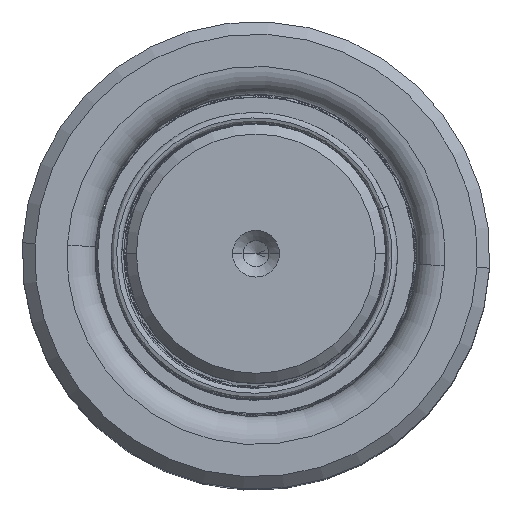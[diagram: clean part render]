
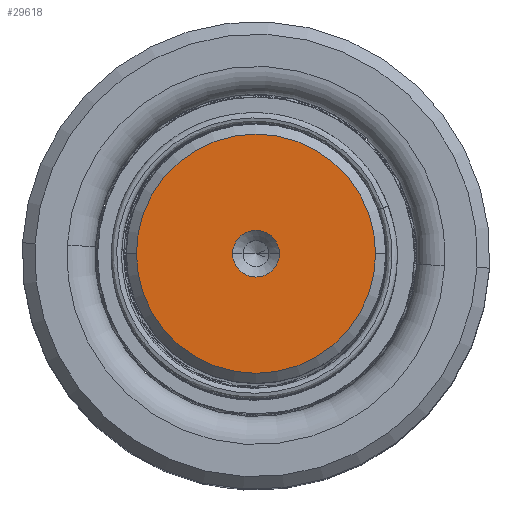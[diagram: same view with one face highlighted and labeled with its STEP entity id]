
A CAD part, top view. The second image highlights one B-rep face of the part: STEP entity #29618.
In plain terms, the highlighted planar face has unit normal (0, 0, 1).
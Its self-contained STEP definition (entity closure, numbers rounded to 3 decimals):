
#46 = CARTESIAN_POINT ( 'NONE',  ( 0., 0., 160. ) ) ;
#594 = ORIENTED_EDGE ( 'NONE', *, *, #33646, .F. ) ;
#864 = DIRECTION ( 'NONE',  ( 0., 0., 1. ) ) ;
#1733 = EDGE_CURVE ( 'NONE', #17601, #41032, #26400, .T. ) ;
#2713 = AXIS2_PLACEMENT_3D ( 'NONE', #46, #45444, #34554 ) ;
#3768 = VERTEX_POINT ( 'NONE', #38476 ) ;
#5572 = DIRECTION ( 'NONE',  ( 0., 0., 1. ) ) ;
#5789 = DIRECTION ( 'NONE',  ( 1., 0., 0. ) ) ;
#6906 = CARTESIAN_POINT ( 'NONE',  ( -2.25, 0., 160. ) ) ;
#7519 = VERTEX_POINT ( 'NONE', #6906 ) ;
#8577 = AXIS2_PLACEMENT_3D ( 'NONE', #31256, #864, #19702 ) ;
#9679 = CIRCLE ( 'NONE', #15167, 2.25 ) ;
#11333 = AXIS2_PLACEMENT_3D ( 'NONE', #13171, #5572, #39393 ) ;
#13171 = CARTESIAN_POINT ( 'NONE',  ( 0., 0., 160. ) ) ;
#13189 = EDGE_CURVE ( 'NONE', #41032, #17601, #37572, .T. ) ;
#15167 = AXIS2_PLACEMENT_3D ( 'NONE', #15630, #34607, #42341 ) ;
#15630 = CARTESIAN_POINT ( 'NONE',  ( 0., 0., 160. ) ) ;
#15631 = CARTESIAN_POINT ( 'NONE',  ( 11.509, 0., 160. ) ) ;
#17600 = ORIENTED_EDGE ( 'NONE', *, *, #1733, .T. ) ;
#17601 = VERTEX_POINT ( 'NONE', #15631 ) ;
#19702 = DIRECTION ( 'NONE',  ( 1., 0., 0. ) ) ;
#23770 = CIRCLE ( 'NONE', #2713, 2.25 ) ;
#23801 = FACE_OUTER_BOUND ( 'NONE', #28025, .T. ) ;
#24454 = EDGE_LOOP ( 'NONE', ( #594, #27299 ) ) ;
#26400 = CIRCLE ( 'NONE', #11333, 11.509 ) ;
#27299 = ORIENTED_EDGE ( 'NONE', *, *, #48338, .F. ) ;
#28025 = EDGE_LOOP ( 'NONE', ( #37923, #17600 ) ) ;
#28744 = AXIS2_PLACEMENT_3D ( 'NONE', #40275, #47557, #5789 ) ;
#29618 = ADVANCED_FACE ( 'NONE', ( #33511, #23801 ), #39621, .T. ) ;
#31256 = CARTESIAN_POINT ( 'NONE',  ( 0., 0., 160. ) ) ;
#33511 = FACE_BOUND ( 'NONE', #24454, .T. ) ;
#33646 = EDGE_CURVE ( 'NONE', #3768, #7519, #9679, .T. ) ;
#34554 = DIRECTION ( 'NONE',  ( 1., 0., 0. ) ) ;
#34607 = DIRECTION ( 'NONE',  ( 0., 0., 1. ) ) ;
#35344 = CARTESIAN_POINT ( 'NONE',  ( -11.509, 0., 160. ) ) ;
#37572 = CIRCLE ( 'NONE', #8577, 11.509 ) ;
#37923 = ORIENTED_EDGE ( 'NONE', *, *, #13189, .T. ) ;
#38476 = CARTESIAN_POINT ( 'NONE',  ( 2.25, 0., 160. ) ) ;
#39393 = DIRECTION ( 'NONE',  ( 1., 0., 0. ) ) ;
#39621 = PLANE ( 'NONE',  #28744 ) ;
#40275 = CARTESIAN_POINT ( 'NONE',  ( 0., 0., 160. ) ) ;
#41032 = VERTEX_POINT ( 'NONE', #35344 ) ;
#42341 = DIRECTION ( 'NONE',  ( 1., 0., 0. ) ) ;
#45444 = DIRECTION ( 'NONE',  ( 0., 0., 1. ) ) ;
#47557 = DIRECTION ( 'NONE',  ( 0., 0., 1. ) ) ;
#48338 = EDGE_CURVE ( 'NONE', #7519, #3768, #23770, .T. ) ;
